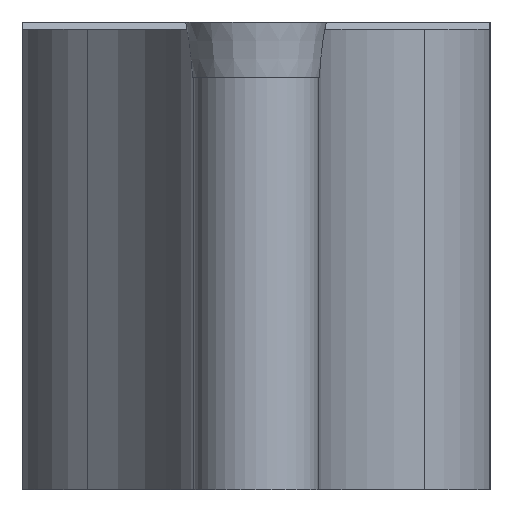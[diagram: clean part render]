
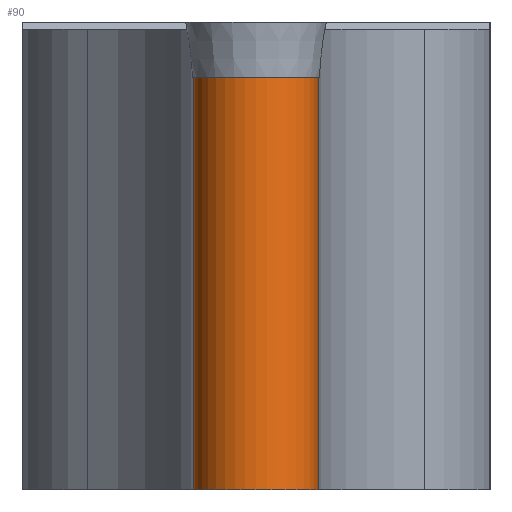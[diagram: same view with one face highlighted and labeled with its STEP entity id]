
A CAD part, left-side view. The second image highlights one B-rep face of the part: STEP entity #90.
In plain terms, the highlighted cylindrical face has radius 2.658 mm (diameter 5.316 mm), a partial arc.
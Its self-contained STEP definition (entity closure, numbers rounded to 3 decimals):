
#70=CYLINDRICAL_SURFACE('',#382,2.658);
#75=CIRCLE('',#380,2.658);
#76=CIRCLE('',#381,2.658);
#90=ADVANCED_FACE('',(#121),#70,.T.);
#121=FACE_OUTER_BOUND('',#139,.T.);
#139=EDGE_LOOP('',(#220,#221,#222,#223));
#159=LINE('',#520,#187);
#163=LINE('',#530,#191);
#187=VECTOR('',#415,1.);
#191=VECTOR('',#423,1.);
#220=ORIENTED_EDGE('',*,*,#338,.F.);
#221=ORIENTED_EDGE('',*,*,#339,.T.);
#222=ORIENTED_EDGE('',*,*,#340,.F.);
#223=ORIENTED_EDGE('',*,*,#334,.F.);
#304=VERTEX_POINT('',#519);
#305=VERTEX_POINT('',#521);
#308=VERTEX_POINT('',#529);
#309=VERTEX_POINT('',#531);
#334=EDGE_CURVE('',#304,#305,#159,.T.);
#338=EDGE_CURVE('',#308,#304,#75,.T.);
#339=EDGE_CURVE('',#308,#309,#163,.T.);
#340=EDGE_CURVE('',#305,#309,#76,.T.);
#380=AXIS2_PLACEMENT_3D('',#528,#421,#422);
#381=AXIS2_PLACEMENT_3D('',#532,#424,#425);
#382=AXIS2_PLACEMENT_3D('',#533,#426,#427);
#415=DIRECTION('',(0.,0.,-1.));
#421=DIRECTION('',(0.,0.,1.));
#422=DIRECTION('',(1.,0.,0.));
#423=DIRECTION('',(0.,0.,-1.));
#424=DIRECTION('',(0.,0.,-1.));
#425=DIRECTION('',(1.,0.,0.));
#426=DIRECTION('',(0.,0.,1.));
#427=DIRECTION('',(1.,0.,0.));
#519=CARTESIAN_POINT('',(3.,-2.658,-2.38));
#520=CARTESIAN_POINT('',(3.,-2.658,-35.));
#521=CARTESIAN_POINT('',(3.,-2.658,-20.));
#528=CARTESIAN_POINT('',(3.,0.,-2.38));
#529=CARTESIAN_POINT('',(3.,2.658,-2.38));
#530=CARTESIAN_POINT('',(3.,2.658,-35.));
#531=CARTESIAN_POINT('',(3.,2.658,-20.));
#532=CARTESIAN_POINT('',(3.,0.,-20.));
#533=CARTESIAN_POINT('',(3.,0.,-35.));
